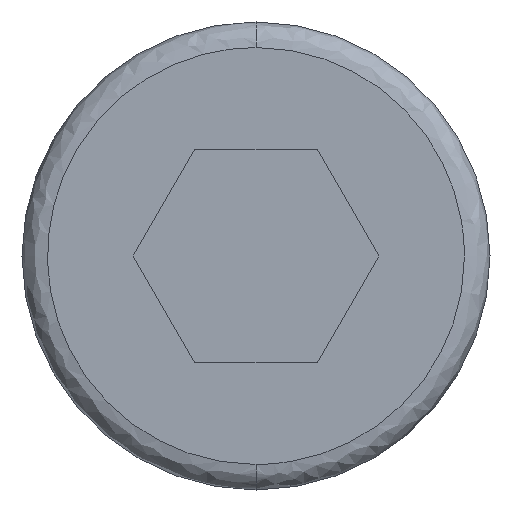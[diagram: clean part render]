
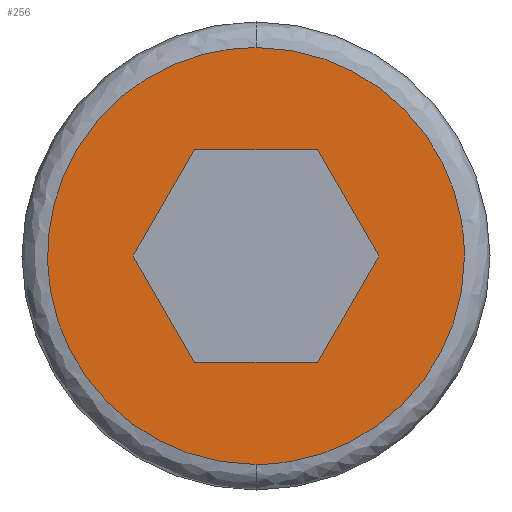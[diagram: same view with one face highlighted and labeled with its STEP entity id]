
A CAD part, front view. The second image highlights one B-rep face of the part: STEP entity #256.
In plain terms, the highlighted planar face has unit normal (0, -1, 0).
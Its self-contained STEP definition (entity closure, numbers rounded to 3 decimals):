
#20 = CARTESIAN_POINT ( 'NONE',  ( 0., -3., -1.25 ) ) ;
#38 = DIRECTION ( 'NONE',  ( -1., 0., 0. ) ) ;
#48 = ORIENTED_EDGE ( 'NONE', *, *, #264, .T. ) ;
#49 =( BOUNDED_CURVE ( )  B_SPLINE_CURVE ( 3, ( #419, #548, #724, #65 ),
 .UNSPECIFIED., .F., .T. ) 
 B_SPLINE_CURVE_WITH_KNOTS ( ( 4, 4 ),
 ( 0., 1. ),
 .UNSPECIFIED. ) 
 CURVE ( )  GEOMETRIC_REPRESENTATION_ITEM ( )  RATIONAL_B_SPLINE_CURVE ( ( 1., 0.805, 0.805, 1. ) ) 
 REPRESENTATION_ITEM ( '' )  );
#50 = CARTESIAN_POINT ( 'NONE',  ( 0.722, -3., 1.25 ) ) ;
#57 = CARTESIAN_POINT ( 'NONE',  ( 1.443, -3., 0. ) ) ;
#59 = LINE ( 'NONE', #135, #680 ) ;
#64 = CARTESIAN_POINT ( 'NONE',  ( 0.722, -3., -1.25 ) ) ;
#65 = CARTESIAN_POINT ( 'NONE',  ( 2.45, -3., 0. ) ) ;
#75 = EDGE_CURVE ( 'NONE', #250, #510, #660, .T. ) ;
#79 = PLANE ( 'NONE',  #679 ) ;
#80 = VECTOR ( 'NONE', #38, 1000. ) ;
#92 = EDGE_CURVE ( 'NONE', #424, #306, #94, .T. ) ;
#94 = LINE ( 'NONE', #352, #131 ) ;
#121 = CARTESIAN_POINT ( 'NONE',  ( -2.45, -3., 1.435 ) ) ;
#131 = VECTOR ( 'NONE', #233, 1000. ) ;
#135 = CARTESIAN_POINT ( 'NONE',  ( -0.722, -3., -1.25 ) ) ;
#136 = DIRECTION ( 'NONE',  ( 0., -1., 0. ) ) ;
#153 = EDGE_CURVE ( 'NONE', #294, #259, #59, .T. ) ;
#175 = CARTESIAN_POINT ( 'NONE',  ( -2.45, -3., 0. ) ) ;
#187 = EDGE_LOOP ( 'NONE', ( #708, #682, #341 ) ) ;
#208 = LINE ( 'NONE', #20, #80 ) ;
#210 = ORIENTED_EDGE ( 'NONE', *, *, #92, .T. ) ;
#218 = VERTEX_POINT ( 'NONE', #316 ) ;
#229 = ORIENTED_EDGE ( 'NONE', *, *, #633, .T. ) ;
#233 = DIRECTION ( 'NONE',  ( 0.5, 0., -0.866 ) ) ;
#234 = CARTESIAN_POINT ( 'NONE',  ( 2.45, -3., -1.435 ) ) ;
#236 = VECTOR ( 'NONE', #243, 1000. ) ;
#243 = DIRECTION ( 'NONE',  ( 1., 0., 0. ) ) ;
#250 = VERTEX_POINT ( 'NONE', #426 ) ;
#256 = ADVANCED_FACE ( 'NONE', ( #763, #260 ), #79, .T. ) ;
#259 = VERTEX_POINT ( 'NONE', #568 ) ;
#260 = FACE_OUTER_BOUND ( 'NONE', #187, .T. ) ;
#264 = EDGE_CURVE ( 'NONE', #259, #218, #717, .T. ) ;
#275 = LINE ( 'NONE', #555, #236 ) ;
#291 = CARTESIAN_POINT ( 'NONE',  ( -1.435, -3., -2.45 ) ) ;
#294 = VERTEX_POINT ( 'NONE', #623 ) ;
#300 = EDGE_CURVE ( 'NONE', #521, #294, #208, .T. ) ;
#306 = VERTEX_POINT ( 'NONE', #450 ) ;
#311 = DIRECTION ( 'NONE',  ( 0., 0., -1. ) ) ;
#316 = CARTESIAN_POINT ( 'NONE',  ( -0.722, -3., 1.25 ) ) ;
#327 = ORIENTED_EDGE ( 'NONE', *, *, #153, .T. ) ;
#333 = VECTOR ( 'NONE', #676, 1000. ) ;
#336 = CARTESIAN_POINT ( 'NONE',  ( 2.45, -3., 0. ) ) ;
#341 = ORIENTED_EDGE ( 'NONE', *, *, #536, .F. ) ;
#352 = CARTESIAN_POINT ( 'NONE',  ( 0.722, -3., 1.25 ) ) ;
#353 = ORIENTED_EDGE ( 'NONE', *, *, #580, .T. ) ;
#389 =( BOUNDED_CURVE ( )  B_SPLINE_CURVE ( 3, ( #418, #234, #664, #667 ),
 .UNSPECIFIED., .F., .T. ) 
 B_SPLINE_CURVE_WITH_KNOTS ( ( 4, 4 ),
 ( 0., 0.333 ),
 .UNSPECIFIED. ) 
 CURVE ( )  GEOMETRIC_REPRESENTATION_ITEM ( )  RATIONAL_B_SPLINE_CURVE ( ( 1., 0.805, 0.805, 1. ) ) 
 REPRESENTATION_ITEM ( '' )  );
#390 = VERTEX_POINT ( 'NONE', #336 ) ;
#418 = CARTESIAN_POINT ( 'NONE',  ( 2.45, -3., 0. ) ) ;
#419 = CARTESIAN_POINT ( 'NONE',  ( 0., -3., 2.45 ) ) ;
#424 = VERTEX_POINT ( 'NONE', #50 ) ;
#426 = CARTESIAN_POINT ( 'NONE',  ( 0., -3., -2.45 ) ) ;
#439 = CARTESIAN_POINT ( 'NONE',  ( -1.443, -3., 0. ) ) ;
#450 = CARTESIAN_POINT ( 'NONE',  ( 1.443, -3., 0. ) ) ;
#485 = CARTESIAN_POINT ( 'NONE',  ( 0., -3., -2.45 ) ) ;
#497 = VECTOR ( 'NONE', #531, 1000. ) ;
#510 = VERTEX_POINT ( 'NONE', #596 ) ;
#517 = ORIENTED_EDGE ( 'NONE', *, *, #300, .T. ) ;
#521 = VERTEX_POINT ( 'NONE', #64 ) ;
#531 = DIRECTION ( 'NONE',  ( -0.5, 0., -0.866 ) ) ;
#536 = EDGE_CURVE ( 'NONE', #390, #250, #389, .T. ) ;
#548 = CARTESIAN_POINT ( 'NONE',  ( 1.435, -3., 2.45 ) ) ;
#549 = CARTESIAN_POINT ( 'NONE',  ( 0., -3., 2.45 ) ) ;
#555 = CARTESIAN_POINT ( 'NONE',  ( 0., -3., 1.25 ) ) ;
#568 = CARTESIAN_POINT ( 'NONE',  ( -1.443, -3., 0. ) ) ;
#580 = EDGE_CURVE ( 'NONE', #218, #424, #275, .T. ) ;
#596 = CARTESIAN_POINT ( 'NONE',  ( 0., -3., 2.45 ) ) ;
#615 = CARTESIAN_POINT ( 'NONE',  ( -2.45, -3., -1.435 ) ) ;
#617 = CARTESIAN_POINT ( 'NONE',  ( 0., -3., 0. ) ) ;
#623 = CARTESIAN_POINT ( 'NONE',  ( -0.722, -3., -1.25 ) ) ;
#628 = EDGE_LOOP ( 'NONE', ( #210, #229, #517, #327, #48, #353 ) ) ;
#633 = EDGE_CURVE ( 'NONE', #306, #521, #654, .T. ) ;
#654 = LINE ( 'NONE', #57, #497 ) ;
#660 =( BOUNDED_CURVE ( )  B_SPLINE_CURVE ( 3, ( #485, #291, #615, #175, #121, #731, #549 ),
 .UNSPECIFIED., .F., .T. ) 
 B_SPLINE_CURVE_WITH_KNOTS ( ( 4, 3, 4 ),
 ( 0.333, 0.667, 1. ),
 .UNSPECIFIED. ) 
 CURVE ( )  GEOMETRIC_REPRESENTATION_ITEM ( )  RATIONAL_B_SPLINE_CURVE ( ( 1., 0.805, 0.805, 1., 0.805, 0.805, 1. ) ) 
 REPRESENTATION_ITEM ( '' )  );
#664 = CARTESIAN_POINT ( 'NONE',  ( 1.435, -3., -2.45 ) ) ;
#667 = CARTESIAN_POINT ( 'NONE',  ( 0., -3., -2.45 ) ) ;
#676 = DIRECTION ( 'NONE',  ( 0.5, 0., 0.866 ) ) ;
#679 = AXIS2_PLACEMENT_3D ( 'NONE', #617, #136, #311 ) ;
#680 = VECTOR ( 'NONE', #742, 1000. ) ;
#682 = ORIENTED_EDGE ( 'NONE', *, *, #75, .F. ) ;
#690 = EDGE_CURVE ( 'NONE', #510, #390, #49, .T. ) ;
#708 = ORIENTED_EDGE ( 'NONE', *, *, #690, .F. ) ;
#717 = LINE ( 'NONE', #439, #333 ) ;
#724 = CARTESIAN_POINT ( 'NONE',  ( 2.45, -3., 1.435 ) ) ;
#731 = CARTESIAN_POINT ( 'NONE',  ( -1.435, -3., 2.45 ) ) ;
#742 = DIRECTION ( 'NONE',  ( -0.5, 0., 0.866 ) ) ;
#763 = FACE_BOUND ( 'NONE', #628, .T. ) ;
